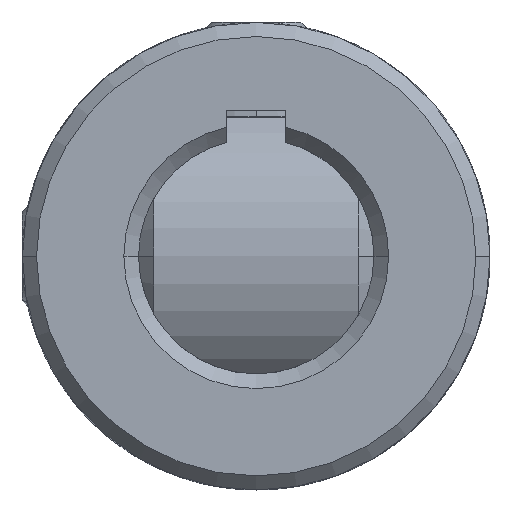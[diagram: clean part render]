
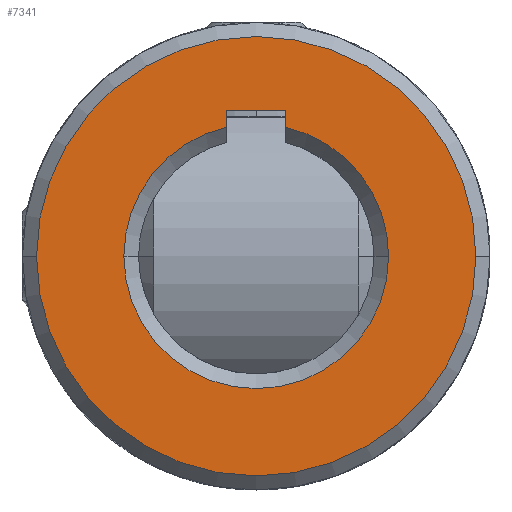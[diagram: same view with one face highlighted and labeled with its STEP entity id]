
A CAD part, left-side view. The second image highlights one B-rep face of the part: STEP entity #7341.
In plain terms, the highlighted face is planar.
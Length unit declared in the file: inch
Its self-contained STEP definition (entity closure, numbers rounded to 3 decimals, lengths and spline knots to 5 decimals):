
#316 = PLANE ( 'NONE',  #8536 ) ;
#338 = CARTESIAN_POINT ( 'NONE',  ( 1.6875, 0.27462, 0.063 ) ) ;
#508 = CARTESIAN_POINT ( 'NONE',  ( 1.6875, 0.31095, -0.063 ) ) ;
#569 = CARTESIAN_POINT ( 'NONE',  ( 1.6875, 0., -0.28175 ) ) ;
#570 = DIRECTION ( 'NONE',  ( 0., 0., -1. ) ) ;
#667 = AXIS2_PLACEMENT_3D ( 'NONE', #2046, #6798, #2705 ) ;
#951 = VERTEX_POINT ( 'NONE', #508 ) ;
#1202 = EDGE_CURVE ( 'NONE', #7798, #4974, #7608, .T. ) ;
#1235 = CIRCLE ( 'NONE', #1744, 0.28175 ) ;
#1329 = ORIENTED_EDGE ( 'NONE', *, *, #8770, .F. ) ;
#1678 = DIRECTION ( 'NONE',  ( 0., 0., -1. ) ) ;
#1701 = CARTESIAN_POINT ( 'NONE',  ( 1.6875, 0., 0. ) ) ;
#1741 = EDGE_CURVE ( 'NONE', #6917, #6289, #4602, .T. ) ;
#1744 = AXIS2_PLACEMENT_3D ( 'NONE', #1701, #6440, #2361 ) ;
#1892 = CARTESIAN_POINT ( 'NONE',  ( 1.6875, 0., 0.063 ) ) ;
#2046 = CARTESIAN_POINT ( 'NONE',  ( 1.6875, 0., 0. ) ) ;
#2056 = EDGE_CURVE ( 'NONE', #6289, #6917, #3108, .T. ) ;
#2185 = VECTOR ( 'NONE', #7589, 39.37008 ) ;
#2271 = CARTESIAN_POINT ( 'NONE',  ( 1.6875, 0., -0.063 ) ) ;
#2304 = ORIENTED_EDGE ( 'NONE', *, *, #1202, .F. ) ;
#2361 = DIRECTION ( 'NONE',  ( 0., 0., -1. ) ) ;
#2705 = DIRECTION ( 'NONE',  ( 0., 0., -1. ) ) ;
#2820 = EDGE_CURVE ( 'NONE', #8050, #6192, #7365, .T. ) ;
#2824 = ORIENTED_EDGE ( 'NONE', *, *, #2056, .T. ) ;
#2881 = EDGE_LOOP ( 'NONE', ( #2304, #8668, #1329, #6473, #5600, #4874 ) ) ;
#3011 = EDGE_CURVE ( 'NONE', #6192, #4974, #1235, .T. ) ;
#3108 = CIRCLE ( 'NONE', #7863, 0.4675 ) ;
#3224 = EDGE_CURVE ( 'NONE', #7744, #8050, #6309, .T. ) ;
#3344 = VECTOR ( 'NONE', #5680, 39.37008 ) ;
#3357 = EDGE_LOOP ( 'NONE', ( #2824, #7111 ) ) ;
#3400 = DIRECTION ( 'NONE',  ( -1., 0., 0. ) ) ;
#3543 = CARTESIAN_POINT ( 'NONE',  ( 1.6875, 0.27462, -0.063 ) ) ;
#3557 = LINE ( 'NONE', #2271, #3344 ) ;
#3559 = DIRECTION ( 'NONE',  ( 1., 0., 0. ) ) ;
#3685 = FACE_OUTER_BOUND ( 'NONE', #3357, .T. ) ;
#3821 = VECTOR ( 'NONE', #8375, 39.37008 ) ;
#4462 = LINE ( 'NONE', #4965, #3821 ) ;
#4507 = CARTESIAN_POINT ( 'NONE',  ( 1.6875, 0., 0.28175 ) ) ;
#4602 = CIRCLE ( 'NONE', #8483, 0.4675 ) ;
#4606 = DIRECTION ( 'NONE',  ( 1., 0., 0. ) ) ;
#4874 = ORIENTED_EDGE ( 'NONE', *, *, #3011, .T. ) ;
#4965 = CARTESIAN_POINT ( 'NONE',  ( 1.6875, 0.31095, 0.063 ) ) ;
#4974 = VERTEX_POINT ( 'NONE', #338 ) ;
#5036 = CARTESIAN_POINT ( 'NONE',  ( 1.6875, 0., 0. ) ) ;
#5535 = AXIS2_PLACEMENT_3D ( 'NONE', #7490, #3400, #8159 ) ;
#5561 = EDGE_CURVE ( 'NONE', #951, #7798, #4462, .T. ) ;
#5600 = ORIENTED_EDGE ( 'NONE', *, *, #2820, .T. ) ;
#5680 = DIRECTION ( 'NONE',  ( 0., 1., 0. ) ) ;
#6192 = VERTEX_POINT ( 'NONE', #4507 ) ;
#6289 = VERTEX_POINT ( 'NONE', #8661 ) ;
#6309 = CIRCLE ( 'NONE', #667, 0.28175 ) ;
#6387 = DIRECTION ( 'NONE',  ( 1., 0., 0. ) ) ;
#6440 = DIRECTION ( 'NONE',  ( -1., 0., 0. ) ) ;
#6473 = ORIENTED_EDGE ( 'NONE', *, *, #3224, .T. ) ;
#6798 = DIRECTION ( 'NONE',  ( -1., 0., 0. ) ) ;
#6917 = VERTEX_POINT ( 'NONE', #7175 ) ;
#7111 = ORIENTED_EDGE ( 'NONE', *, *, #1741, .T. ) ;
#7175 = CARTESIAN_POINT ( 'NONE',  ( 1.6875, 0., -0.4675 ) ) ;
#7341 = ADVANCED_FACE ( 'NONE', ( #7531, #3685 ), #316, .T. ) ;
#7365 = CIRCLE ( 'NONE', #5535, 0.28175 ) ;
#7490 = CARTESIAN_POINT ( 'NONE',  ( 1.6875, 0., 0. ) ) ;
#7531 = FACE_BOUND ( 'NONE', #2881, .T. ) ;
#7589 = DIRECTION ( 'NONE',  ( 0., -1., 0. ) ) ;
#7608 = LINE ( 'NONE', #1892, #2185 ) ;
#7645 = CARTESIAN_POINT ( 'NONE',  ( 1.6875, 0., 0. ) ) ;
#7744 = VERTEX_POINT ( 'NONE', #3543 ) ;
#7798 = VERTEX_POINT ( 'NONE', #8334 ) ;
#7863 = AXIS2_PLACEMENT_3D ( 'NONE', #7645, #3559, #8325 ) ;
#8050 = VERTEX_POINT ( 'NONE', #569 ) ;
#8159 = DIRECTION ( 'NONE',  ( 0., 0., -1. ) ) ;
#8325 = DIRECTION ( 'NONE',  ( 0., 0., -1. ) ) ;
#8334 = CARTESIAN_POINT ( 'NONE',  ( 1.6875, 0.31095, 0.063 ) ) ;
#8375 = DIRECTION ( 'NONE',  ( 0., 0., 1. ) ) ;
#8483 = AXIS2_PLACEMENT_3D ( 'NONE', #8679, #4606, #570 ) ;
#8536 = AXIS2_PLACEMENT_3D ( 'NONE', #5036, #6387, #1678 ) ;
#8661 = CARTESIAN_POINT ( 'NONE',  ( 1.6875, 0., 0.4675 ) ) ;
#8668 = ORIENTED_EDGE ( 'NONE', *, *, #5561, .F. ) ;
#8679 = CARTESIAN_POINT ( 'NONE',  ( 1.6875, 0., 0. ) ) ;
#8770 = EDGE_CURVE ( 'NONE', #7744, #951, #3557, .T. ) ;
